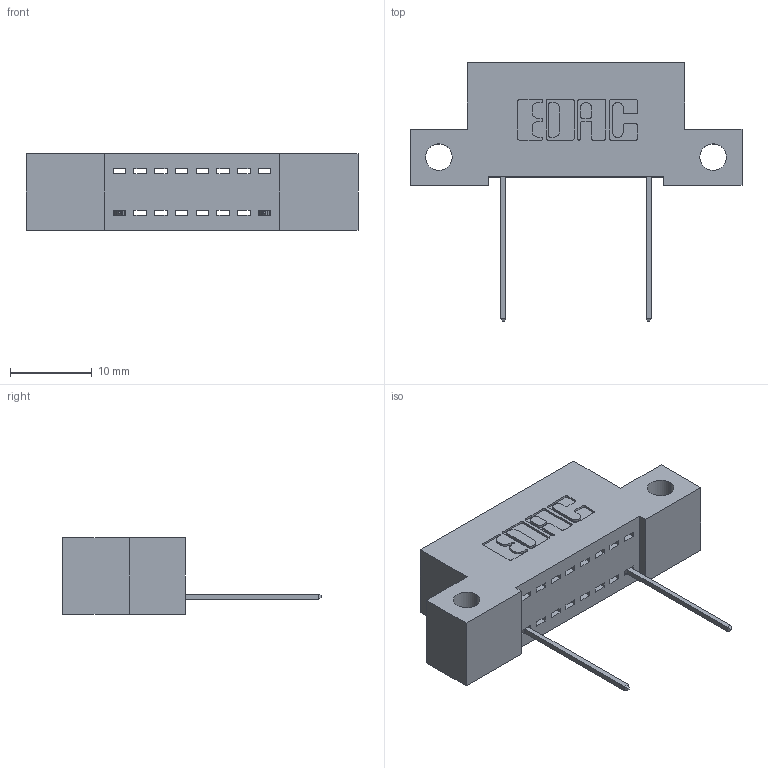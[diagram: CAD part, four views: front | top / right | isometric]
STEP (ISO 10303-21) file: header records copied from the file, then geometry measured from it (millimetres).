
FILE_DESCRIPTION (( 'STEP AP203' ), '1' );
FILE_NAME ('392-008-542-112.STEP', '2018-08-14T19:25:34', ( '' ), ( '' ), 'SwSTEP 2.0', 'SolidWorks 2016', '' );
FILE_SCHEMA (( 'CONFIG_CONTROL_DESIGN' ));
Length unit declared in the file: inch
Products named in the file (3): 342 Part_Side Mount; 345-292-001_345-293-142; 392-008-542-112
Assembly tree (3 placements, depth 2):
  392-008-542-112
    342 Part_Side Mount
    345-292-001_345-293-142  x2
Bounding box: 40.64 x 31.63 x 9.4 mm (x, y, z)
Volume: 3300 mm3; surface area: 3719.5 mm2
Topology: 3 solids, 3 shells, 298 faces, 903 edges, 598 vertices
Faces by surface type: plane 222, cylinder 76
Entity records: 8985 total; most frequent: CARTESIAN_POINT 1588, ORIENTED_EDGE 1538, DIRECTION 1401, EDGE_CURVE 769, LINE 641, VECTOR 641, VERTEX_POINT 510, AXIS2_PLACEMENT_3D 380
